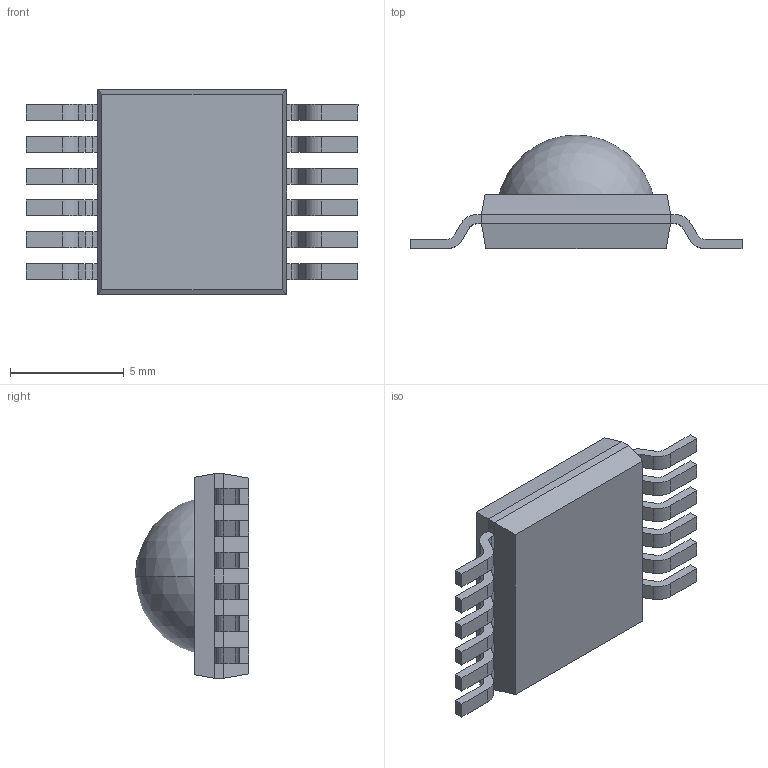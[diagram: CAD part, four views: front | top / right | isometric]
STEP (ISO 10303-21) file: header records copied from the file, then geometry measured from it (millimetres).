
FILE_DESCRIPTION (( 'STEP AP214' ), '1' );
FILE_NAME ('LED 12W RGBYWV.step', '2025-01-08T12:48:54+00:00', 'Stefan Hamminga', '', '', '', '');
FILE_SCHEMA (( 'AUTOMOTIVE_DESIGN' ));
Length unit declared in the file: millimetre
Products named in the file (1): LED 12W RGBYWV
Bounding box: 14.6 x 5 x 9 mm (x, y, z)
Volume: 241.8 mm3; surface area: 461.3 mm2
Topology: 14 solids, 14 shells, 188 faces, 478 edges, 315 vertices
Faces by surface type: plane 136, cylinder 48, sphere 4
Entity records: 5944 total; most frequent: CARTESIAN_POINT 970, DIRECTION 954, ORIENTED_EDGE 940, EDGE_CURVE 470, LINE 364, VECTOR 364, VERTEX_POINT 311, AXIS2_PLACEMENT_3D 295
